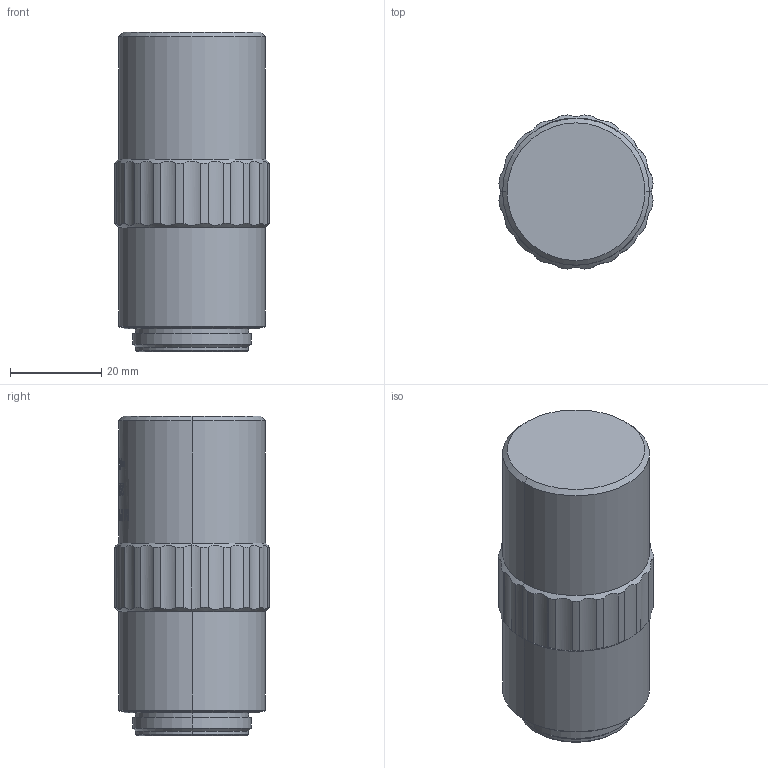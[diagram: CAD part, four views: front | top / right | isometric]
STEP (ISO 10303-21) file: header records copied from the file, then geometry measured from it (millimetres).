
FILE_DESCRIPTION (( 'STEP AP203' ), '1' );
FILE_NAME ('690058.step', '2025-04-14T08:43:24', ( 'MSI' ), ( '' ), 'SwSTEP 2.0', 'SolidWorks 2020', '' );
FILE_SCHEMA (( 'CONFIG_CONTROL_DESIGN' ));
Products named in the file (1): 690058
Bounding box: 33.81 x 33.81 x 70 mm (x, y, z)
Volume: 56447.7 mm3; surface area: 8732.3 mm2
Topology: 1 solids, 1 shells, 399 faces, 1046 edges, 692 vertices
Faces by surface type: bspline 196, plane 96, cylinder 93, cone 14
Entity records: 36563 total; most frequent: CARTESIAN_POINT 28380, ORIENTED_EDGE 2092, EDGE_CURVE 1046, DIRECTION 961, VERTEX_POINT 692, B_SPLINE_CURVE_WITH_KNOTS 667, EDGE_LOOP 442, ADVANCED_FACE 399
